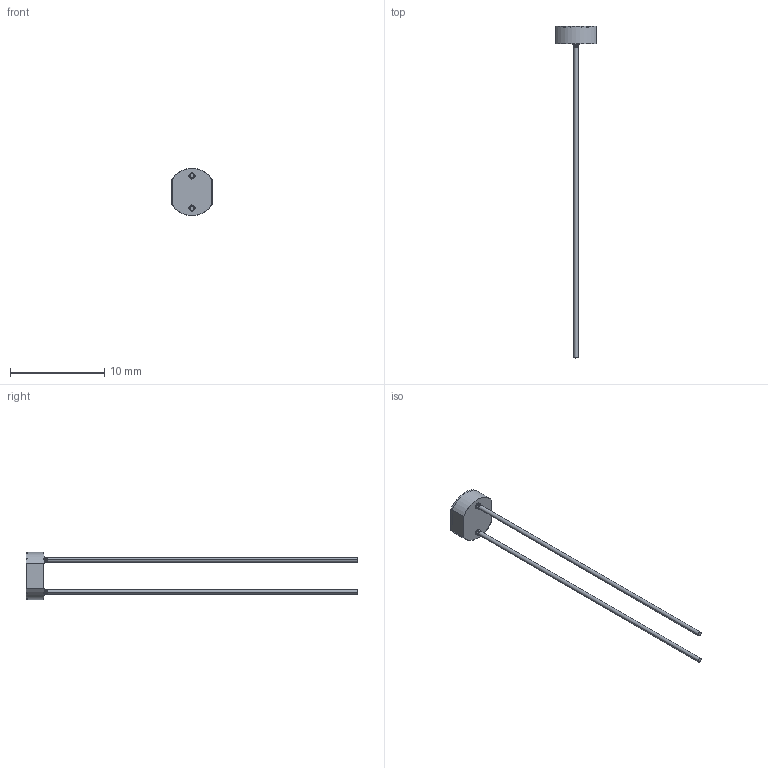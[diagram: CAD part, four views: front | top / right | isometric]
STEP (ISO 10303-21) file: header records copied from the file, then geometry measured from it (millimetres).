
FILE_DESCRIPTION (( 'STEP AP214' ), '1' );
FILE_NAME ('LDR cell thru-hole leaded.STEP', '2015-02-17T21:41:50', ( '' ), ( '' ), 'SwSTEP 2.0', 'SolidWorks 2013', '' );
FILE_SCHEMA (( 'AUTOMOTIVE_DESIGN' ));
Length unit declared in the file: millimetre
Products named in the file (5): Part16^LDR cell thru-hole leaded; Electrodes^LDR cell thru-hole leaded; LDR cell thru-hole leaded; Ceramic base^LDR cell thru-hole leaded; Leads^LDR cell thru-hole leaded
Assembly tree (4 placements, depth 2):
  LDR cell thru-hole leaded
    Ceramic base^LDR cell thru-hole leaded
    Electrodes^LDR cell thru-hole leaded
    Leads^LDR cell thru-hole leaded
    Part16^LDR cell thru-hole leaded
Bounding box: 4.25 x 35.23 x 5.05 mm (x, y, z)
Volume: 45.9 mm3; surface area: 328.5 mm2
Topology: 6 solids, 6 shells, 214 faces, 548 edges, 352 vertices
Faces by surface type: cylinder 102, plane 88, torus 12, sphere 8, cone 4
Entity records: 7020 total; most frequent: DIRECTION 1220, CARTESIAN_POINT 1120, ORIENTED_EDGE 1096, EDGE_CURVE 548, AXIS2_PLACEMENT_3D 452, VERTEX_POINT 352, LINE 316, VECTOR 316
